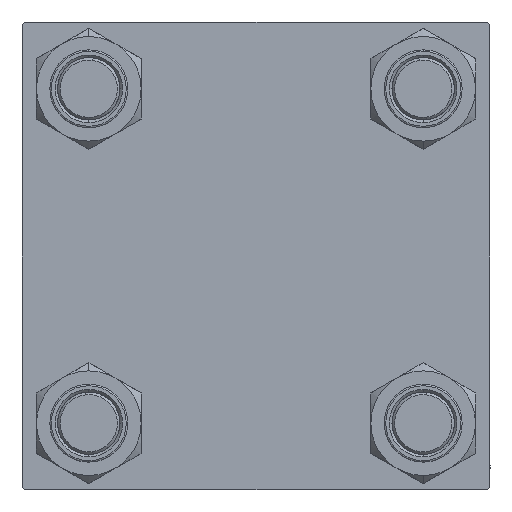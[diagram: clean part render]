
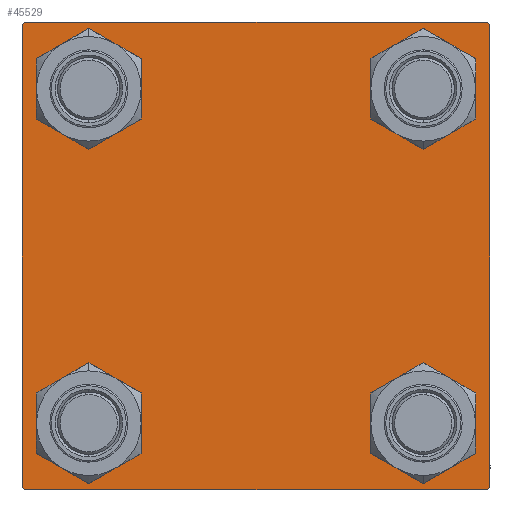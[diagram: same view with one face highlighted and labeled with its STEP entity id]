
A CAD part, left-side view. The second image highlights one B-rep face of the part: STEP entity #45529.
In plain terms, the highlighted planar face has unit normal (-1, 0, 0).
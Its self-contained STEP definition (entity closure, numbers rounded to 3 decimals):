
#253 = AXIS2_PLACEMENT_3D ( 'NONE', #13097, #5217, #47886 ) ;
#257 = VERTEX_POINT ( 'NONE', #7996 ) ;
#553 = VERTEX_POINT ( 'NONE', #28495 ) ;
#715 = DIRECTION ( 'NONE',  ( 1., 0., 0. ) ) ;
#982 = VERTEX_POINT ( 'NONE', #27056 ) ;
#1120 = LINE ( 'NONE', #44518, #13096 ) ;
#1312 = ORIENTED_EDGE ( 'NONE', *, *, #18883, .T. ) ;
#1374 = CARTESIAN_POINT ( 'NONE',  ( 0., 44.75, -44.75 ) ) ;
#1652 = FACE_BOUND ( 'NONE', #48727, .T. ) ;
#2507 = EDGE_LOOP ( 'NONE', ( #3371, #8754 ) ) ;
#3348 = ORIENTED_EDGE ( 'NONE', *, *, #23413, .F. ) ;
#3371 = ORIENTED_EDGE ( 'NONE', *, *, #13987, .T. ) ;
#3535 = VERTEX_POINT ( 'NONE', #15879 ) ;
#4151 = VERTEX_POINT ( 'NONE', #42179 ) ;
#4326 = EDGE_CURVE ( 'NONE', #982, #17612, #24248, .T. ) ;
#5217 = DIRECTION ( 'NONE',  ( -1., 0., 0. ) ) ;
#5711 = PLANE ( 'NONE',  #253 ) ;
#5840 = AXIS2_PLACEMENT_3D ( 'NONE', #43133, #31965, #8860 ) ;
#6366 = LINE ( 'NONE', #28740, #19570 ) ;
#6367 = LINE ( 'NONE', #22359, #20303 ) ;
#6504 = AXIS2_PLACEMENT_3D ( 'NONE', #41711, #6934, #14043 ) ;
#6932 = VERTEX_POINT ( 'NONE', #32809 ) ;
#6934 = DIRECTION ( 'NONE',  ( 1., 0., 0. ) ) ;
#7676 = DIRECTION ( 'NONE',  ( 0., 0., 1. ) ) ;
#7858 = AXIS2_PLACEMENT_3D ( 'NONE', #19748, #715, #16692 ) ;
#7862 = CARTESIAN_POINT ( 'NONE',  ( 0., -32.15, -25.65 ) ) ;
#7996 = CARTESIAN_POINT ( 'NONE',  ( 0., 32.15, 38.65 ) ) ;
#8754 = ORIENTED_EDGE ( 'NONE', *, *, #9760, .T. ) ;
#8860 = DIRECTION ( 'NONE',  ( 0., 0., 1. ) ) ;
#9732 = ORIENTED_EDGE ( 'NONE', *, *, #13340, .T. ) ;
#9760 = EDGE_CURVE ( 'NONE', #46044, #257, #23555, .T. ) ;
#9984 = EDGE_CURVE ( 'NONE', #4151, #38790, #6367, .T. ) ;
#10916 = LINE ( 'NONE', #14209, #17417 ) ;
#10978 = CARTESIAN_POINT ( 'NONE',  ( 0., 32.15, 25.65 ) ) ;
#11449 = LINE ( 'NONE', #34027, #26895 ) ;
#11452 = CARTESIAN_POINT ( 'NONE',  ( 0., -32.15, 38.65 ) ) ;
#12722 = DIRECTION ( 'NONE',  ( 1., 0., 0. ) ) ;
#13096 = VECTOR ( 'NONE', #43773, 1000. ) ;
#13097 = CARTESIAN_POINT ( 'NONE',  ( 0., 0., 0. ) ) ;
#13167 = CIRCLE ( 'NONE', #29393, 6.5 ) ;
#13340 = EDGE_CURVE ( 'NONE', #3535, #15203, #16385, .T. ) ;
#13987 = EDGE_CURVE ( 'NONE', #257, #46044, #13167, .T. ) ;
#14043 = DIRECTION ( 'NONE',  ( 0., 0., 1. ) ) ;
#14209 = CARTESIAN_POINT ( 'NONE',  ( 0., 45., 45. ) ) ;
#14917 = CIRCLE ( 'NONE', #19788, 6.5 ) ;
#15130 = ORIENTED_EDGE ( 'NONE', *, *, #4326, .T. ) ;
#15203 = VERTEX_POINT ( 'NONE', #7862 ) ;
#15532 = CARTESIAN_POINT ( 'NONE',  ( 0., -32.15, 32.15 ) ) ;
#15879 = CARTESIAN_POINT ( 'NONE',  ( 0., -32.15, -38.65 ) ) ;
#16385 = CIRCLE ( 'NONE', #5840, 6.5 ) ;
#16522 = DIRECTION ( 'NONE',  ( 0., 0., 1. ) ) ;
#16692 = DIRECTION ( 'NONE',  ( 0., 0., 1. ) ) ;
#17196 = CARTESIAN_POINT ( 'NONE',  ( 0., -32.15, 32.15 ) ) ;
#17365 = EDGE_LOOP ( 'NONE', ( #1312, #15130 ) ) ;
#17377 = ORIENTED_EDGE ( 'NONE', *, *, #34514, .T. ) ;
#17417 = VECTOR ( 'NONE', #25653, 1000. ) ;
#17612 = VERTEX_POINT ( 'NONE', #11452 ) ;
#17767 = DIRECTION ( 'NONE',  ( 1., 0., 0. ) ) ;
#18426 = DIRECTION ( 'NONE',  ( 0., -1., 0. ) ) ;
#18457 = EDGE_CURVE ( 'NONE', #49077, #21098, #42511, .T. ) ;
#18573 = VECTOR ( 'NONE', #48888, 1000. ) ;
#18881 = CARTESIAN_POINT ( 'NONE',  ( 0., 45., 44.5 ) ) ;
#18883 = EDGE_CURVE ( 'NONE', #17612, #982, #14917, .T. ) ;
#18886 = ORIENTED_EDGE ( 'NONE', *, *, #34407, .F. ) ;
#19165 = ORIENTED_EDGE ( 'NONE', *, *, #41037, .T. ) ;
#19399 = CARTESIAN_POINT ( 'NONE',  ( 0., 45., -44.5 ) ) ;
#19570 = VECTOR ( 'NONE', #37082, 1000. ) ;
#19748 = CARTESIAN_POINT ( 'NONE',  ( 0., -32.15, -32.15 ) ) ;
#19788 = AXIS2_PLACEMENT_3D ( 'NONE', #15532, #35594, #7676 ) ;
#20303 = VECTOR ( 'NONE', #49275, 1000. ) ;
#21098 = VERTEX_POINT ( 'NONE', #21676 ) ;
#21676 = CARTESIAN_POINT ( 'NONE',  ( 0., 32.15, -25.65 ) ) ;
#21891 = EDGE_CURVE ( 'NONE', #30165, #4151, #49660, .T. ) ;
#22359 = CARTESIAN_POINT ( 'NONE',  ( 0., -44.75, -44.75 ) ) ;
#22445 = ORIENTED_EDGE ( 'NONE', *, *, #9984, .T. ) ;
#22912 = VERTEX_POINT ( 'NONE', #19399 ) ;
#23413 = EDGE_CURVE ( 'NONE', #553, #6932, #10916, .T. ) ;
#23470 = ORIENTED_EDGE ( 'NONE', *, *, #21891, .T. ) ;
#23555 = CIRCLE ( 'NONE', #6504, 6.5 ) ;
#23993 = LINE ( 'NONE', #1374, #34769 ) ;
#24248 = CIRCLE ( 'NONE', #25078, 6.5 ) ;
#24584 = DIRECTION ( 'NONE',  ( 1., 0., 0. ) ) ;
#25078 = AXIS2_PLACEMENT_3D ( 'NONE', #17196, #24584, #44611 ) ;
#25557 = CARTESIAN_POINT ( 'NONE',  ( 0., 45., -45. ) ) ;
#25653 = DIRECTION ( 'NONE',  ( 0., -1., 0. ) ) ;
#26685 = DIRECTION ( 'NONE',  ( 0., 0.707, -0.707 ) ) ;
#26895 = VECTOR ( 'NONE', #26685, 1000. ) ;
#27056 = CARTESIAN_POINT ( 'NONE',  ( 0., -32.15, 25.65 ) ) ;
#27076 = VECTOR ( 'NONE', #18426, 1000. ) ;
#27488 = ORIENTED_EDGE ( 'NONE', *, *, #37182, .T. ) ;
#27524 = ORIENTED_EDGE ( 'NONE', *, *, #42026, .T. ) ;
#27617 = CIRCLE ( 'NONE', #34079, 6.5 ) ;
#28017 = CARTESIAN_POINT ( 'NONE',  ( 0., -45., -44.5 ) ) ;
#28394 = CARTESIAN_POINT ( 'NONE',  ( 0., 32.15, -38.65 ) ) ;
#28495 = CARTESIAN_POINT ( 'NONE',  ( 0., 44.5, 45. ) ) ;
#28740 = CARTESIAN_POINT ( 'NONE',  ( 0., -44.75, 44.75 ) ) ;
#28874 = EDGE_CURVE ( 'NONE', #15203, #3535, #32181, .T. ) ;
#29393 = AXIS2_PLACEMENT_3D ( 'NONE', #32524, #32282, #31792 ) ;
#29980 = VERTEX_POINT ( 'NONE', #40048 ) ;
#30165 = VERTEX_POINT ( 'NONE', #34164 ) ;
#30476 = VERTEX_POINT ( 'NONE', #18881 ) ;
#31792 = DIRECTION ( 'NONE',  ( 0., 0., 1. ) ) ;
#31863 = DIRECTION ( 'NONE',  ( 0., -0.707, -0.707 ) ) ;
#31965 = DIRECTION ( 'NONE',  ( 1., 0., 0. ) ) ;
#32181 = CIRCLE ( 'NONE', #7858, 6.5 ) ;
#32282 = DIRECTION ( 'NONE',  ( 1., 0., 0. ) ) ;
#32524 = CARTESIAN_POINT ( 'NONE',  ( 0., 32.15, 32.15 ) ) ;
#32802 = ORIENTED_EDGE ( 'NONE', *, *, #40105, .T. ) ;
#32809 = CARTESIAN_POINT ( 'NONE',  ( 0., -44.5, 45. ) ) ;
#34027 = CARTESIAN_POINT ( 'NONE',  ( 0., 44.75, 44.75 ) ) ;
#34079 = AXIS2_PLACEMENT_3D ( 'NONE', #36811, #17767, #40375 ) ;
#34164 = CARTESIAN_POINT ( 'NONE',  ( 0., 44.5, -45. ) ) ;
#34407 = EDGE_CURVE ( 'NONE', #29980, #38790, #41001, .T. ) ;
#34514 = EDGE_CURVE ( 'NONE', #22912, #30165, #23993, .T. ) ;
#34769 = VECTOR ( 'NONE', #31863, 1000. ) ;
#34803 = CARTESIAN_POINT ( 'NONE',  ( 0., 32.15, -32.15 ) ) ;
#35594 = DIRECTION ( 'NONE',  ( 1., 0., 0. ) ) ;
#35965 = EDGE_LOOP ( 'NONE', ( #27488, #17377, #23470, #22445, #18886, #19165, #3348, #27524 ) ) ;
#36811 = CARTESIAN_POINT ( 'NONE',  ( 0., 32.15, -32.15 ) ) ;
#36947 = CARTESIAN_POINT ( 'NONE',  ( 0., -45., 45. ) ) ;
#37082 = DIRECTION ( 'NONE',  ( 0., 0.707, 0.707 ) ) ;
#37182 = EDGE_CURVE ( 'NONE', #30476, #22912, #1120, .T. ) ;
#38790 = VERTEX_POINT ( 'NONE', #28017 ) ;
#39991 = FACE_BOUND ( 'NONE', #2507, .T. ) ;
#40048 = CARTESIAN_POINT ( 'NONE',  ( 0., -45., 44.5 ) ) ;
#40105 = EDGE_CURVE ( 'NONE', #21098, #49077, #27617, .T. ) ;
#40243 = FACE_BOUND ( 'NONE', #17365, .T. ) ;
#40375 = DIRECTION ( 'NONE',  ( 0., 0., 1. ) ) ;
#41001 = LINE ( 'NONE', #36947, #18573 ) ;
#41037 = EDGE_CURVE ( 'NONE', #29980, #6932, #6366, .T. ) ;
#41711 = CARTESIAN_POINT ( 'NONE',  ( 0., 32.15, 32.15 ) ) ;
#42026 = EDGE_CURVE ( 'NONE', #553, #30476, #11449, .T. ) ;
#42062 = EDGE_LOOP ( 'NONE', ( #47333, #9732 ) ) ;
#42179 = CARTESIAN_POINT ( 'NONE',  ( 0., -44.5, -45. ) ) ;
#42511 = CIRCLE ( 'NONE', #47393, 6.5 ) ;
#43133 = CARTESIAN_POINT ( 'NONE',  ( 0., -32.15, -32.15 ) ) ;
#43490 = ORIENTED_EDGE ( 'NONE', *, *, #18457, .T. ) ;
#43773 = DIRECTION ( 'NONE',  ( 0., 0., -1. ) ) ;
#43821 = FACE_OUTER_BOUND ( 'NONE', #35965, .T. ) ;
#44309 = FACE_BOUND ( 'NONE', #42062, .T. ) ;
#44518 = CARTESIAN_POINT ( 'NONE',  ( 0., 45., 45. ) ) ;
#44611 = DIRECTION ( 'NONE',  ( 0., 0., 1. ) ) ;
#45529 = ADVANCED_FACE ( 'NONE', ( #40243, #44309, #1652, #39991, #43821 ), #5711, .T. ) ;
#46044 = VERTEX_POINT ( 'NONE', #10978 ) ;
#47333 = ORIENTED_EDGE ( 'NONE', *, *, #28874, .T. ) ;
#47393 = AXIS2_PLACEMENT_3D ( 'NONE', #34803, #12722, #16522 ) ;
#47886 = DIRECTION ( 'NONE',  ( 0., 0., 1. ) ) ;
#48727 = EDGE_LOOP ( 'NONE', ( #32802, #43490 ) ) ;
#48888 = DIRECTION ( 'NONE',  ( 0., 0., -1. ) ) ;
#49077 = VERTEX_POINT ( 'NONE', #28394 ) ;
#49275 = DIRECTION ( 'NONE',  ( 0., -0.707, 0.707 ) ) ;
#49660 = LINE ( 'NONE', #25557, #27076 ) ;
